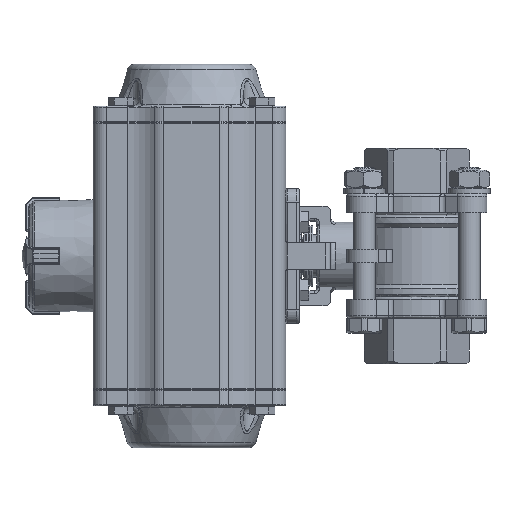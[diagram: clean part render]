
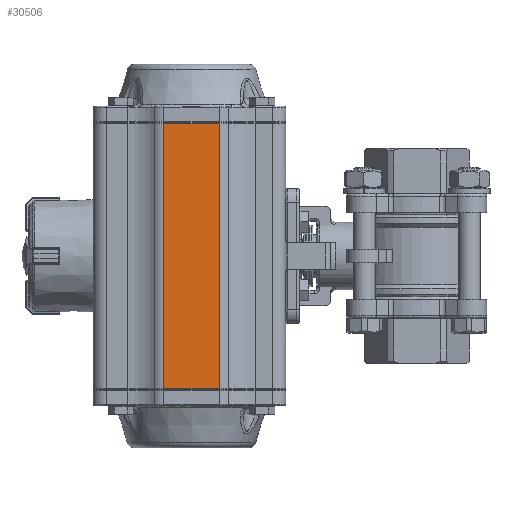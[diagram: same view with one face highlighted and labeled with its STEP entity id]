
A CAD part, left-side view. The second image highlights one B-rep face of the part: STEP entity #30506.
In plain terms, the highlighted face is planar.
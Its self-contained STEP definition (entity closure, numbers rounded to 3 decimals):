
#3867=ORIENTED_EDGE('',*,*,#11192,.F.);
#3868=ORIENTED_EDGE('',*,*,#11194,.T.);
#3869=ORIENTED_EDGE('',*,*,#11195,.T.);
#3870=ORIENTED_EDGE('',*,*,#11196,.T.);
#11192=EDGE_CURVE('',#14889,#14890,#17078,.T.);
#11194=EDGE_CURVE('',#14889,#14891,#17079,.T.);
#11195=EDGE_CURVE('',#14891,#14892,#17080,.T.);
#11196=EDGE_CURVE('',#14892,#14890,#17081,.T.);
#14889=VERTEX_POINT('',#43266);
#14890=VERTEX_POINT('',#43268);
#14891=VERTEX_POINT('',#43272);
#14892=VERTEX_POINT('',#43274);
#17078=LINE('',#43267,#18763);
#17079=LINE('',#43271,#18764);
#17080=LINE('',#43273,#18765);
#17081=LINE('',#43275,#18766);
#18763=VECTOR('',#35547,1000.);
#18764=VECTOR('',#35552,1000.);
#18765=VECTOR('',#35553,1000.);
#18766=VECTOR('',#35554,1000.);
#20513=EDGE_LOOP('',(#3867,#3868,#3869,#3870));
#22413=FACE_BOUND('',#20513,.T.);
#24132=PLANE('',#32373);
#30506=ADVANCED_FACE('',(#22413),#24132,.F.);
#32373=AXIS2_PLACEMENT_3D('',#43270,#35550,#35551);
#35547=DIRECTION('',(0.,0.,-1.));
#35550=DIRECTION('',(-1.,0.,0.));
#35551=DIRECTION('',(0.,0.,1.));
#35552=DIRECTION('',(0.,-1.,0.));
#35553=DIRECTION('',(0.,0.,-1.));
#35554=DIRECTION('',(0.,1.,0.));
#43266=CARTESIAN_POINT('',(29.5,10.363,49.2));
#43267=CARTESIAN_POINT('',(29.5,10.363,49.5));
#43268=CARTESIAN_POINT('',(29.5,10.363,-49.2));
#43270=CARTESIAN_POINT('',(29.5,-10.363,49.5));
#43271=CARTESIAN_POINT('',(29.5,-10.363,49.2));
#43272=CARTESIAN_POINT('',(29.5,-10.363,49.2));
#43273=CARTESIAN_POINT('',(29.5,-10.363,49.5));
#43274=CARTESIAN_POINT('',(29.5,-10.363,-49.2));
#43275=CARTESIAN_POINT('',(29.5,-10.363,-49.2));
